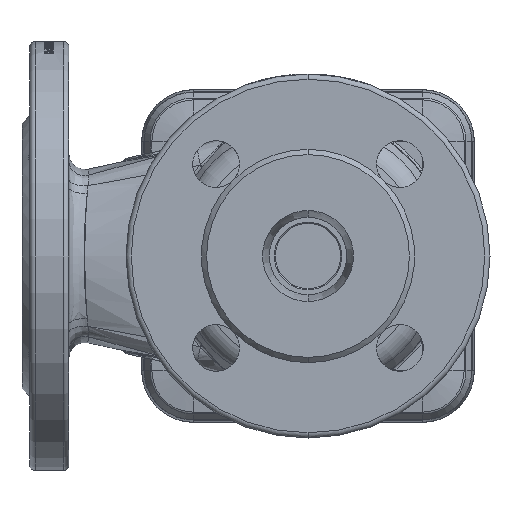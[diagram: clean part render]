
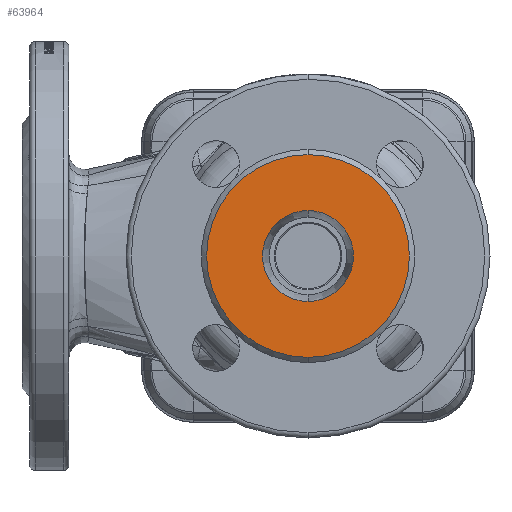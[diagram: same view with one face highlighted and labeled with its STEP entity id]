
A CAD part, front view. The second image highlights one B-rep face of the part: STEP entity #63964.
In plain terms, the highlighted planar face has unit normal (0, -1, 0).
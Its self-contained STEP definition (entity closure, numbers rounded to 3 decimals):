
#203 = CARTESIAN_POINT ( 'NONE',  ( 0., -115., 0. ) ) ;
#5341 = CIRCLE ( 'NONE', #118645, 17.5 ) ;
#6689 = EDGE_CURVE ( 'NONE', #15501, #44402, #17110, .T. ) ;
#7638 = DIRECTION ( 'NONE',  ( 0., 1., 0. ) ) ;
#8236 = DIRECTION ( 'NONE',  ( 0., 0., -1. ) ) ;
#8469 = ORIENTED_EDGE ( 'NONE', *, *, #58921, .F. ) ;
#15501 = VERTEX_POINT ( 'NONE', #132272 ) ;
#17110 = CIRCLE ( 'NONE', #133207, 17.5 ) ;
#17176 = CARTESIAN_POINT ( 'NONE',  ( 0., -115., -17.5 ) ) ;
#25661 = CARTESIAN_POINT ( 'NONE',  ( 0., -115., 39. ) ) ;
#26241 = FACE_BOUND ( 'NONE', #69690, .T. ) ;
#27142 = PLANE ( 'NONE',  #44910 ) ;
#32723 = DIRECTION ( 'NONE',  ( 0., 0., -1. ) ) ;
#44402 = VERTEX_POINT ( 'NONE', #17176 ) ;
#44910 = AXIS2_PLACEMENT_3D ( 'NONE', #82662, #104159, #32723 ) ;
#58921 = EDGE_CURVE ( 'NONE', #86729, #84671, #115482, .T. ) ;
#63964 = ADVANCED_FACE ( 'NONE', ( #26241, #79672 ), #27142, .T. ) ;
#65639 = ORIENTED_EDGE ( 'NONE', *, *, #97439, .F. ) ;
#68264 = EDGE_LOOP ( 'NONE', ( #8469, #104606 ) ) ;
#69690 = EDGE_LOOP ( 'NONE', ( #96917, #65639 ) ) ;
#72400 = CARTESIAN_POINT ( 'NONE',  ( 0., -115., -39. ) ) ;
#72488 = DIRECTION ( 'NONE',  ( 0., -1., 0. ) ) ;
#73307 = DIRECTION ( 'NONE',  ( 0., 1., 0. ) ) ;
#73321 = DIRECTION ( 'NONE',  ( 0., 0., -1. ) ) ;
#73434 = CARTESIAN_POINT ( 'NONE',  ( 0., -115., 0. ) ) ;
#79672 = FACE_OUTER_BOUND ( 'NONE', #68264, .T. ) ;
#82662 = CARTESIAN_POINT ( 'NONE',  ( 0., -115., 0. ) ) ;
#84024 = DIRECTION ( 'NONE',  ( 0., 0., 1. ) ) ;
#84671 = VERTEX_POINT ( 'NONE', #72400 ) ;
#85595 = AXIS2_PLACEMENT_3D ( 'NONE', #91921, #7638, #134858 ) ;
#86729 = VERTEX_POINT ( 'NONE', #25661 ) ;
#91921 = CARTESIAN_POINT ( 'NONE',  ( 0., -115., 0. ) ) ;
#93378 = CARTESIAN_POINT ( 'NONE',  ( 0., -115., 0. ) ) ;
#96917 = ORIENTED_EDGE ( 'NONE', *, *, #6689, .F. ) ;
#97439 = EDGE_CURVE ( 'NONE', #44402, #15501, #5341, .T. ) ;
#104159 = DIRECTION ( 'NONE',  ( 0., -1., 0. ) ) ;
#104606 = ORIENTED_EDGE ( 'NONE', *, *, #124616, .F. ) ;
#115288 = DIRECTION ( 'NONE',  ( 0., -1., 0. ) ) ;
#115482 = CIRCLE ( 'NONE', #85595, 39. ) ;
#118645 = AXIS2_PLACEMENT_3D ( 'NONE', #93378, #115288, #73321 ) ;
#123144 = AXIS2_PLACEMENT_3D ( 'NONE', #203, #73307, #84024 ) ;
#124616 = EDGE_CURVE ( 'NONE', #84671, #86729, #129546, .T. ) ;
#129546 = CIRCLE ( 'NONE', #123144, 39. ) ;
#132272 = CARTESIAN_POINT ( 'NONE',  ( 0., -115., 17.5 ) ) ;
#133207 = AXIS2_PLACEMENT_3D ( 'NONE', #73434, #72488, #8236 ) ;
#134858 = DIRECTION ( 'NONE',  ( 0., 0., 1. ) ) ;
